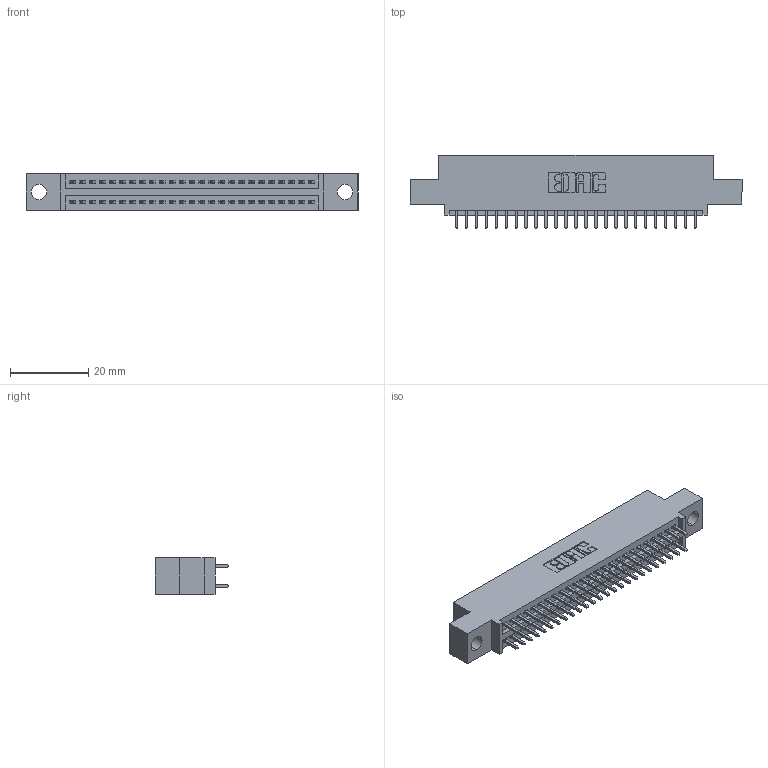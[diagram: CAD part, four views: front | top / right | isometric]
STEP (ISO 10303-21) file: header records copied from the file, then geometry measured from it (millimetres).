
FILE_DESCRIPTION (( 'STEP AP203' ), '1' );
FILE_NAME ('345-050-521-504.STEP', '2021-05-20T03:07:32', ( '' ), ( '' ), 'SwSTEP 2.0', 'SolidWorks 2020', '' );
FILE_SCHEMA (( 'CONFIG_CONTROL_DESIGN' ));
Length unit declared in the file: inch
Products named in the file (3): 345-292-001_345-293-121; 345 Part_0.110 Offset - 0.156 Dia-TI; 345-050-521-504
Assembly tree (51 placements, depth 2):
  345-050-521-504
    345 Part_0.110 Offset - 0.156 Dia-TI
    345-292-001_345-293-121  x50
Bounding box: 84.71 x 18.72 x 9.4 mm (x, y, z)
Volume: 7871.2 mm3; surface area: 11117.3 mm2
Topology: 51 solids, 51 shells, 2644 faces, 7839 edges, 5158 vertices
Faces by surface type: plane 1748, cylinder 896
Entity records: 22473 total; most frequent: CARTESIAN_POINT 3790, ORIENTED_EDGE 3722, DIRECTION 3361, EDGE_CURVE 1861, VECTOR 1629, LINE 1629, VERTEX_POINT 1238, AXIS2_PLACEMENT_3D 866
